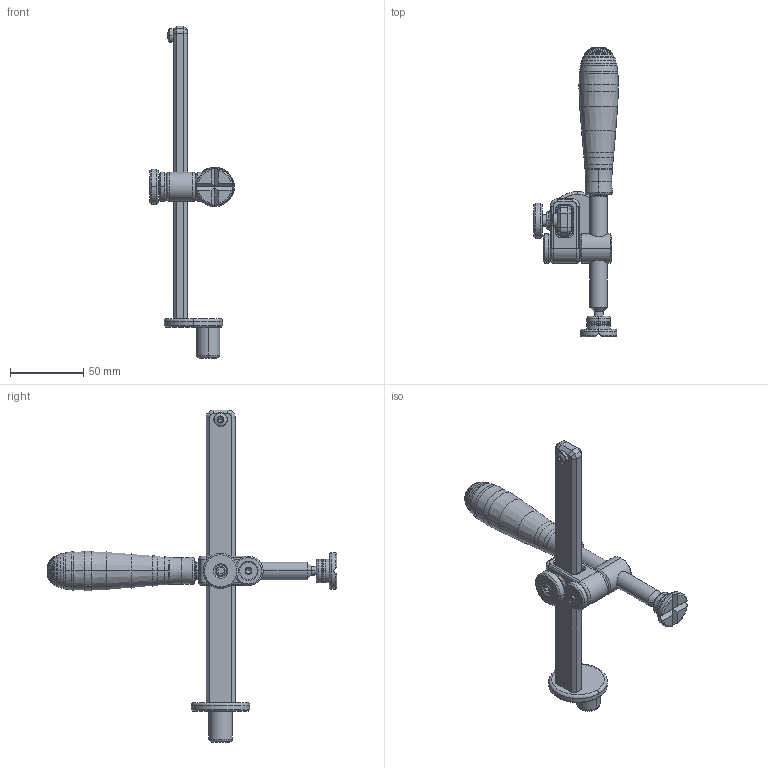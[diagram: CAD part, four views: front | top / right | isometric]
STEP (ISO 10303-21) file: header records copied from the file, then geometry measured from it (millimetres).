
FILE_DESCRIPTION(('STEP AP214'),'1');
FILE_NAME('160630.STP','2011-09-08T07:24:31',(' '),(' '),'Spatial InterOp 3D',' ',' ');
FILE_SCHEMA(('automotive_design'));
Length unit declared in the file: millimetre
Products named in the file (49): Zylinder; Quader; Flachkopfschraube ISO 14583 M5x10; Senkschraube DIN 7991 M6x16; Torus; gerades Prisma; Rotationskörper; 1; 2
Bounding box: 57.98 x 197.84 x 227 mm (x, y, z)
Volume: 124570.1 mm3; surface area: 50090.5 mm2
Topology: 49 solids, 49 shells, 551 faces, 1152 edges, 706 vertices
Faces by surface type: plane 224, cylinder 134, cone 120, torus 66, sphere 7
Entity records: 20999 total; most frequent: CARTESIAN_POINT 3472, DIRECTION 2777, ORIENTED_EDGE 2288, EDGE_CURVE 1144, AXIS2_PLACEMENT_3D 1107, VERTEX_POINT 706, STYLED_ITEM 600, PRESENTATION_STYLE_ASSIGNMENT 600
